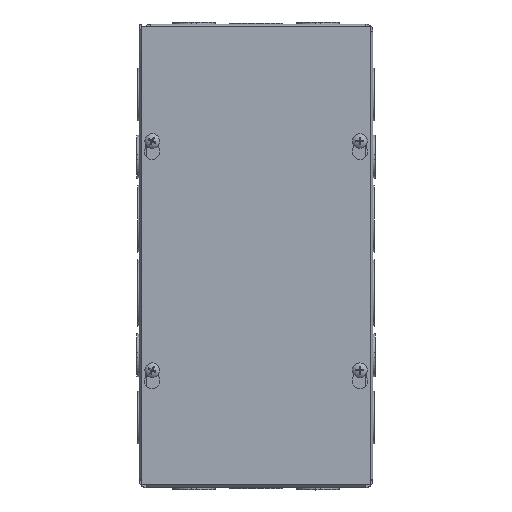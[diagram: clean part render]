
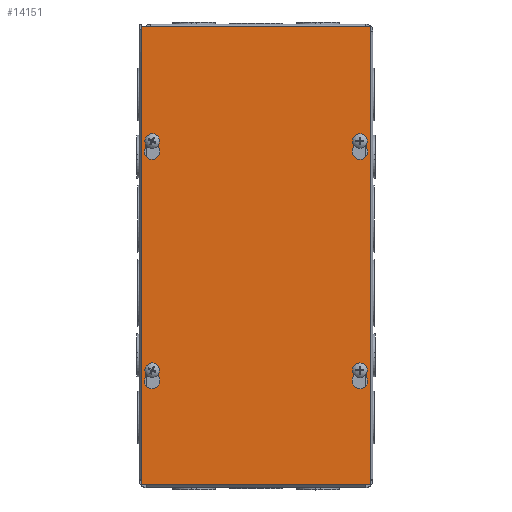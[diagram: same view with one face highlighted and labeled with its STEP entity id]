
A CAD part, top view. The second image highlights one B-rep face of the part: STEP entity #14151.
In plain terms, the highlighted planar face has unit normal (0, 0, 1).
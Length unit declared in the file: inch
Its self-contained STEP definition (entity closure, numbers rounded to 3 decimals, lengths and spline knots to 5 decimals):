
#1535=LINE($,#23721,#2890);
#1539=LINE($,#23731,#2894);
#1542=LINE($,#23739,#2897);
#1546=LINE($,#23751,#2901);
#1551=LINE($,#23769,#2906);
#1555=LINE($,#23779,#2910);
#1558=LINE($,#23787,#2913);
#1562=LINE($,#23799,#2917);
#1564=LINE($,#23807,#2919);
#1568=LINE($,#23815,#2923);
#1571=LINE($,#23821,#2926);
#1574=LINE($,#23826,#2929);
#2890=VECTOR($,#18512,0.26996);
#2894=VECTOR($,#18524,0.26996);
#2897=VECTOR($,#18529,0.26996);
#2901=VECTOR($,#18541,0.26996);
#2906=VECTOR($,#18560,0.26996);
#2910=VECTOR($,#18572,0.26996);
#2913=VECTOR($,#18577,0.26996);
#2917=VECTOR($,#18589,0.26996);
#2919=VECTOR($,#18599,12.);
#2923=VECTOR($,#18605,6.);
#2926=VECTOR($,#18610,12.);
#2929=VECTOR($,#18615,6.);
#3433=PLANE($,#15197);
#3838=FACE_BOUND($,#5476,.T.);
#3839=FACE_BOUND($,#5477,.T.);
#3840=FACE_BOUND($,#5478,.T.);
#3841=FACE_BOUND($,#5479,.T.);
#3842=FACE_BOUND($,#5480,.T.);
#5476=EDGE_LOOP($,(#12441,#12442,#12443,#12444));
#5477=EDGE_LOOP($,(#12445,#12446,#12447,#12448));
#5478=EDGE_LOOP($,(#12449,#12450,#12451,#12452));
#5479=EDGE_LOOP($,(#12453,#12454,#12455,#12456));
#5480=EDGE_LOOP($,(#12457,#12458,#12459,#12460));
#5803=CIRCLE($,#15163,0.203);
#5805=CIRCLE($,#15167,0.125);
#5807=CIRCLE($,#15172,0.125);
#5809=CIRCLE($,#15176,0.203);
#5811=CIRCLE($,#15179,0.203);
#5813=CIRCLE($,#15183,0.125);
#5815=CIRCLE($,#15188,0.125);
#5817=CIRCLE($,#15192,0.203);
#6930=VERTEX_POINT($,#23712);
#6931=VERTEX_POINT($,#23714);
#6933=VERTEX_POINT($,#23720);
#6935=VERTEX_POINT($,#23726);
#6938=VERTEX_POINT($,#23736);
#6939=VERTEX_POINT($,#23738);
#6941=VERTEX_POINT($,#23744);
#6943=VERTEX_POINT($,#23750);
#6946=VERTEX_POINT($,#23760);
#6947=VERTEX_POINT($,#23762);
#6949=VERTEX_POINT($,#23768);
#6951=VERTEX_POINT($,#23774);
#6954=VERTEX_POINT($,#23784);
#6955=VERTEX_POINT($,#23786);
#6957=VERTEX_POINT($,#23792);
#6959=VERTEX_POINT($,#23798);
#6960=VERTEX_POINT($,#23805);
#6961=VERTEX_POINT($,#23806);
#6964=VERTEX_POINT($,#23814);
#6966=VERTEX_POINT($,#23820);
#8692=EDGE_CURVE($,#6931,#6930,#5803,.T.);
#8695=EDGE_CURVE($,#6933,#6931,#1535,.T.);
#8698=EDGE_CURVE($,#6935,#6933,#5805,.T.);
#8701=EDGE_CURVE($,#6930,#6935,#1539,.T.);
#8704=EDGE_CURVE($,#6939,#6938,#1542,.T.);
#8707=EDGE_CURVE($,#6941,#6939,#5807,.T.);
#8710=EDGE_CURVE($,#6943,#6941,#1546,.T.);
#8713=EDGE_CURVE($,#6938,#6943,#5809,.T.);
#8716=EDGE_CURVE($,#6947,#6946,#5811,.T.);
#8719=EDGE_CURVE($,#6949,#6947,#1551,.T.);
#8722=EDGE_CURVE($,#6951,#6949,#5813,.T.);
#8725=EDGE_CURVE($,#6946,#6951,#1555,.T.);
#8728=EDGE_CURVE($,#6955,#6954,#1558,.T.);
#8731=EDGE_CURVE($,#6957,#6955,#5815,.T.);
#8734=EDGE_CURVE($,#6959,#6957,#1562,.T.);
#8737=EDGE_CURVE($,#6954,#6959,#5817,.T.);
#8738=EDGE_CURVE($,#6960,#6961,#1564,.T.);
#8742=EDGE_CURVE($,#6961,#6964,#1568,.T.);
#8745=EDGE_CURVE($,#6964,#6966,#1571,.T.);
#8748=EDGE_CURVE($,#6966,#6960,#1574,.T.);
#12441=ORIENTED_EDGE($,*,*,#8692,.T.);
#12442=ORIENTED_EDGE($,*,*,#8701,.T.);
#12443=ORIENTED_EDGE($,*,*,#8698,.T.);
#12444=ORIENTED_EDGE($,*,*,#8695,.T.);
#12445=ORIENTED_EDGE($,*,*,#8704,.T.);
#12446=ORIENTED_EDGE($,*,*,#8713,.T.);
#12447=ORIENTED_EDGE($,*,*,#8710,.T.);
#12448=ORIENTED_EDGE($,*,*,#8707,.T.);
#12449=ORIENTED_EDGE($,*,*,#8716,.T.);
#12450=ORIENTED_EDGE($,*,*,#8725,.T.);
#12451=ORIENTED_EDGE($,*,*,#8722,.T.);
#12452=ORIENTED_EDGE($,*,*,#8719,.T.);
#12453=ORIENTED_EDGE($,*,*,#8728,.T.);
#12454=ORIENTED_EDGE($,*,*,#8737,.T.);
#12455=ORIENTED_EDGE($,*,*,#8734,.T.);
#12456=ORIENTED_EDGE($,*,*,#8731,.T.);
#12457=ORIENTED_EDGE($,*,*,#8738,.F.);
#12458=ORIENTED_EDGE($,*,*,#8748,.F.);
#12459=ORIENTED_EDGE($,*,*,#8745,.F.);
#12460=ORIENTED_EDGE($,*,*,#8742,.F.);
#14151=ADVANCED_FACE($,(#3838,#3839,#3840,#3841,#3842),#3433,.T.);
#15163=AXIS2_PLACEMENT_3D($,#23715,#18506,#18507);
#15167=AXIS2_PLACEMENT_3D($,#23727,#18518,#18519);
#15172=AXIS2_PLACEMENT_3D($,#23745,#18535,#18536);
#15176=AXIS2_PLACEMENT_3D($,#23755,#18547,#18548);
#15179=AXIS2_PLACEMENT_3D($,#23763,#18554,#18555);
#15183=AXIS2_PLACEMENT_3D($,#23775,#18566,#18567);
#15188=AXIS2_PLACEMENT_3D($,#23793,#18583,#18584);
#15192=AXIS2_PLACEMENT_3D($,#23803,#18595,#18596);
#15197=AXIS2_PLACEMENT_3D($,#23828,#18617,#18618);
#18506=DIRECTION('center_axis',(0.,0.,-1.));
#18507=DIRECTION('ref_axis',(-0.961,0.278,0.));
#18512=DIRECTION($,(0.278,-0.961,0.));
#18518=DIRECTION('center_axis',(0.,0.,-1.));
#18519=DIRECTION('ref_axis',(0.961,0.278,0.));
#18524=DIRECTION($,(0.278,0.961,0.));
#18529=DIRECTION($,(0.278,-0.961,0.));
#18535=DIRECTION('center_axis',(0.,0.,-1.));
#18536=DIRECTION('ref_axis',(0.961,0.278,0.));
#18541=DIRECTION($,(0.278,0.961,0.));
#18547=DIRECTION('center_axis',(0.,0.,-1.));
#18548=DIRECTION('ref_axis',(-0.961,0.278,0.));
#18554=DIRECTION('center_axis',(0.,0.,-1.));
#18555=DIRECTION('ref_axis',(-0.961,0.278,0.));
#18560=DIRECTION($,(0.278,-0.961,0.));
#18566=DIRECTION('center_axis',(0.,0.,-1.));
#18567=DIRECTION('ref_axis',(0.961,0.278,0.));
#18572=DIRECTION($,(0.278,0.961,0.));
#18577=DIRECTION($,(0.278,-0.961,0.));
#18583=DIRECTION('center_axis',(0.,0.,-1.));
#18584=DIRECTION('ref_axis',(0.961,0.278,0.));
#18589=DIRECTION($,(0.278,0.961,0.));
#18595=DIRECTION('center_axis',(0.,0.,-1.));
#18596=DIRECTION('ref_axis',(-0.961,0.278,0.));
#18599=DIRECTION($,(0.,-1.,0.));
#18605=DIRECTION($,(-1.,0.,0.));
#18610=DIRECTION($,(0.,1.,0.));
#18615=DIRECTION($,(1.,0.,0.));
#18617=DIRECTION('center_axis',(0.,0.,1.));
#18618=DIRECTION('ref_axis',(1.,0.,0.));
#23712=CARTESIAN_POINT('',(2.52373,-3.22465,0.062));
#23714=CARTESIAN_POINT('',(2.91377,-3.22465,0.062));
#23715=CARTESIAN_POINT('Origin',(2.71875,-3.281,0.062));
#23720=CARTESIAN_POINT('',(2.83884,-2.9653,0.062));
#23721=CARTESIAN_POINT($,(2.37156,-1.34805,0.062));
#23726=CARTESIAN_POINT('',(2.59866,-2.9653,0.062));
#23727=CARTESIAN_POINT('Origin',(2.71875,-3.,0.062));
#23731=CARTESIAN_POINT($,(2.89393,-1.94339,0.062));
#23736=CARTESIAN_POINT('',(-2.52373,-3.22465,0.062));
#23738=CARTESIAN_POINT('',(-2.59866,-2.9653,0.062));
#23739=CARTESIAN_POINT($,(-2.85646,-2.07306,0.062));
#23744=CARTESIAN_POINT('',(-2.83884,-2.9653,0.062));
#23745=CARTESIAN_POINT('Origin',(-2.71875,-3.,0.062));
#23750=CARTESIAN_POINT('',(-2.91377,-3.22465,0.062));
#23751=CARTESIAN_POINT($,(-2.33409,-1.21837,0.062));
#23755=CARTESIAN_POINT('Origin',(-2.71875,-3.281,0.062));
#23760=CARTESIAN_POINT('',(2.52373,2.77535,0.062));
#23762=CARTESIAN_POINT('',(2.91377,2.77535,0.062));
#23763=CARTESIAN_POINT('Origin',(2.71875,2.719,0.062));
#23768=CARTESIAN_POINT('',(2.83884,3.0347,0.062));
#23769=CARTESIAN_POINT($,(3.17157,1.88311,0.062));
#23774=CARTESIAN_POINT('',(2.59866,3.0347,0.062));
#23775=CARTESIAN_POINT('Origin',(2.71875,3.,0.062));
#23779=CARTESIAN_POINT($,(2.09391,1.28777,0.062));
#23784=CARTESIAN_POINT('',(-2.52373,2.77535,0.062));
#23786=CARTESIAN_POINT('',(-2.59866,3.0347,0.062));
#23787=CARTESIAN_POINT($,(-2.05645,1.15809,0.062));
#23792=CARTESIAN_POINT('',(-2.83884,3.0347,0.062));
#23793=CARTESIAN_POINT('Origin',(-2.71875,3.,0.062));
#23798=CARTESIAN_POINT('',(-2.91377,2.77535,0.062));
#23799=CARTESIAN_POINT($,(-3.1341,2.01278,0.062));
#23803=CARTESIAN_POINT('Origin',(-2.71875,2.719,0.062));
#23805=CARTESIAN_POINT('',(3.,6.,0.062));
#23806=CARTESIAN_POINT('',(3.,-6.,0.062));
#23807=CARTESIAN_POINT($,(3.,6.,0.062));
#23814=CARTESIAN_POINT('',(-3.,-6.,0.062));
#23815=CARTESIAN_POINT($,(3.,-6.,0.062));
#23820=CARTESIAN_POINT('',(-3.,6.,0.062));
#23821=CARTESIAN_POINT($,(-3.,-6.,0.062));
#23826=CARTESIAN_POINT($,(-3.,6.,0.062));
#23828=CARTESIAN_POINT('Origin',(0.,0.,
0.062));
